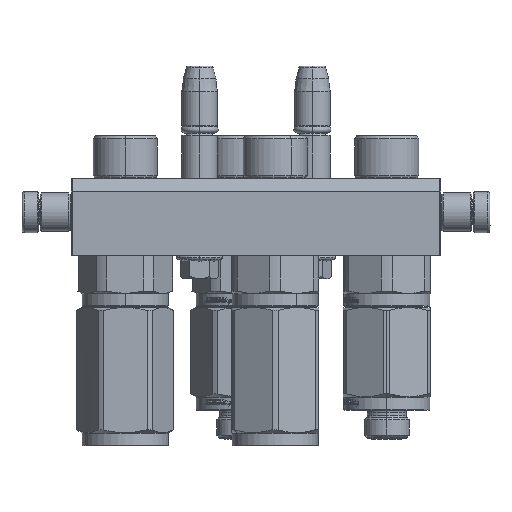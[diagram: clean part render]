
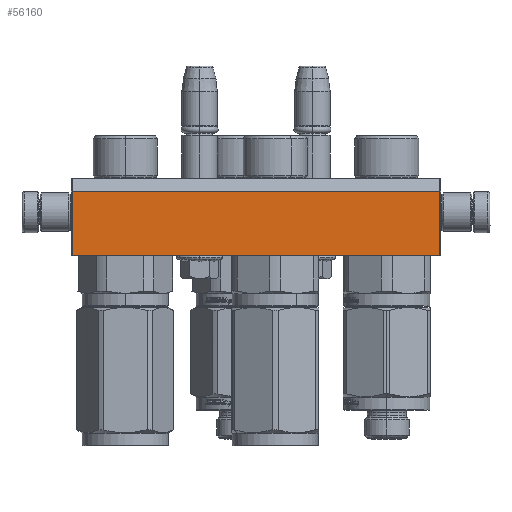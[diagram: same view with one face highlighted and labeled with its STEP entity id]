
A CAD part, left-side view. The second image highlights one B-rep face of the part: STEP entity #56160.
In plain terms, the highlighted face is planar.
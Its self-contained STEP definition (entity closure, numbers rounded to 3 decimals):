
#4284 = VECTOR ( 'NONE', #19766, 1000. ) ;
#6414 = CARTESIAN_POINT ( 'NONE',  ( 143.5, 5., -90. ) ) ;
#8070 = AXIS2_PLACEMENT_3D ( 'NONE', #53758, #25177, #41977 ) ;
#9304 = ORIENTED_EDGE ( 'NONE', *, *, #32230, .F. ) ;
#11550 = LINE ( 'NONE', #6414, #71641 ) ;
#11812 = VERTEX_POINT ( 'NONE', #17589 ) ;
#14889 = LINE ( 'NONE', #59758, #4284 ) ;
#17186 = ORIENTED_EDGE ( 'NONE', *, *, #49914, .T. ) ;
#17589 = CARTESIAN_POINT ( 'NONE',  ( 143.5, 30., -90. ) ) ;
#19766 = DIRECTION ( 'NONE',  ( 0., 1., 0. ) ) ;
#23946 = DIRECTION ( 'NONE',  ( -1., 0., 0. ) ) ;
#25177 = DIRECTION ( 'NONE',  ( 0., 0., -1. ) ) ;
#25706 = EDGE_CURVE ( 'NONE', #58363, #11812, #63304, .T. ) ;
#27628 = EDGE_LOOP ( 'NONE', ( #9304, #32022, #17186, #71377 ) ) ;
#32022 = ORIENTED_EDGE ( 'NONE', *, *, #25706, .F. ) ;
#32230 = EDGE_CURVE ( 'NONE', #11812, #60038, #65931, .T. ) ;
#32270 = CARTESIAN_POINT ( 'NONE',  ( 143.5, 30., -90. ) ) ;
#41977 = DIRECTION ( 'NONE',  ( -1., 0., 0. ) ) ;
#42946 = PLANE ( 'NONE',  #8070 ) ;
#45281 = CARTESIAN_POINT ( 'NONE',  ( 143.5, 5., -90. ) ) ;
#48333 = VECTOR ( 'NONE', #50673, 1000. ) ;
#49914 = EDGE_CURVE ( 'NONE', #58363, #50915, #11550, .T. ) ;
#50597 = CARTESIAN_POINT ( 'NONE',  ( 143.5, 5., -90. ) ) ;
#50673 = DIRECTION ( 'NONE',  ( 0., 1., 0. ) ) ;
#50915 = VERTEX_POINT ( 'NONE', #70913 ) ;
#53758 = CARTESIAN_POINT ( 'NONE',  ( 144., 0., -90. ) ) ;
#56160 = ADVANCED_FACE ( 'NONE', ( #58160 ), #42946, .T. ) ;
#58160 = FACE_OUTER_BOUND ( 'NONE', #27628, .T. ) ;
#58363 = VERTEX_POINT ( 'NONE', #50597 ) ;
#59758 = CARTESIAN_POINT ( 'NONE',  ( 0.5, 5., -90. ) ) ;
#60038 = VERTEX_POINT ( 'NONE', #65223 ) ;
#60890 = EDGE_CURVE ( 'NONE', #50915, #60038, #14889, .T. ) ;
#63304 = LINE ( 'NONE', #45281, #48333 ) ;
#65223 = CARTESIAN_POINT ( 'NONE',  ( 0.5, 30., -90. ) ) ;
#65931 = LINE ( 'NONE', #32270, #70349 ) ;
#70349 = VECTOR ( 'NONE', #71741, 1000. ) ;
#70913 = CARTESIAN_POINT ( 'NONE',  ( 0.5, 5., -90. ) ) ;
#71377 = ORIENTED_EDGE ( 'NONE', *, *, #60890, .T. ) ;
#71641 = VECTOR ( 'NONE', #23946, 1000. ) ;
#71741 = DIRECTION ( 'NONE',  ( -1., 0., 0. ) ) ;
